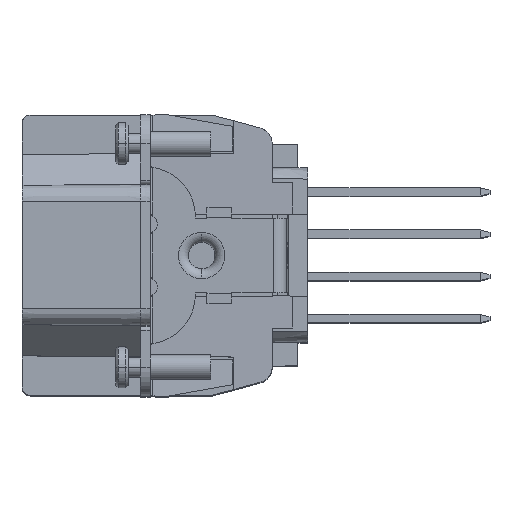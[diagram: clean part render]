
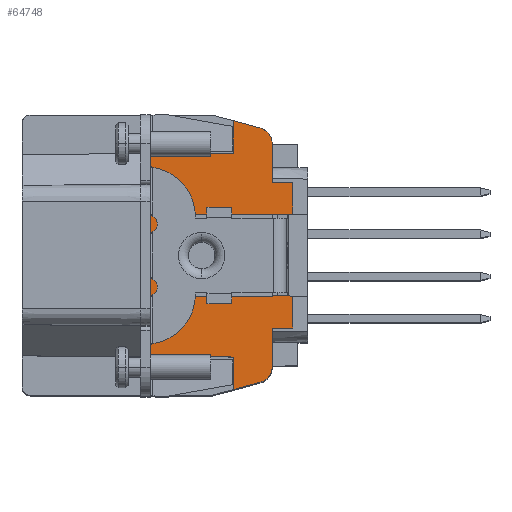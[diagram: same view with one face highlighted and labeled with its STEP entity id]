
A CAD part, top view. The second image highlights one B-rep face of the part: STEP entity #64748.
In plain terms, the highlighted planar face has unit normal (0.005, 0, 1).
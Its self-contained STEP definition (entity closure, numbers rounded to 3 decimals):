
#5249=DIRECTION('',(0.,-1.,0.));
#5250=VECTOR('',#5249,9.905);
#5251=CARTESIAN_POINT('',(17.,4.953,31.733));
#5252=LINE('',#5251,#5250);
#5253=DIRECTION('',(1.,0.,-0.005));
#5254=VECTOR('',#5253,13.2);
#5255=CARTESIAN_POINT('',(17.,-4.953,31.733));
#5256=LINE('',#5255,#5254);
#5257=DIRECTION('',(0.,1.,0.));
#5258=VECTOR('',#5257,0.038);
#5259=CARTESIAN_POINT('',(30.2,-4.953,31.664));
#5260=LINE('',#5259,#5258);
#5261=DIRECTION('',(1.,-0.009,-0.005));
#5262=VECTOR('',#5261,2.5);
#5263=CARTESIAN_POINT('',(30.2,-4.915,31.664));
#5264=LINE('',#5263,#5262);
#5265=DIRECTION('',(0.,-1.,0.));
#5266=VECTOR('',#5265,3.863);
#5267=CARTESIAN_POINT('',(32.7,-4.937,31.651));
#5268=LINE('',#5267,#5266);
#5269=DIRECTION('',(-1.,0.,0.005));
#5270=VECTOR('',#5269,2.5);
#5271=CARTESIAN_POINT('',(32.7,-8.8,31.651));
#5272=LINE('',#5271,#5270);
#5273=DIRECTION('',(0.,-1.,0.));
#5274=VECTOR('',#5273,4.636);
#5275=CARTESIAN_POINT('',(30.2,-8.8,31.664));
#5276=LINE('',#5275,#5274);
#5277=CARTESIAN_POINT('',(30.2,-13.436,31.664));
#5278=CARTESIAN_POINT('',(30.2,-13.948,31.664));
#5279=CARTESIAN_POINT('',(29.868,-14.716,31.666));
#5280=CARTESIAN_POINT('',(29.212,-15.236,31.669));
#5281=CARTESIAN_POINT('',(28.718,-15.368,31.672));
#5283=DIRECTION('',(-0.966,-0.259,0.005));
#5284=VECTOR('',#5283,3.331);
#5285=CARTESIAN_POINT('',(28.718,-15.368,31.672));
#5286=LINE('',#5285,#5284);
#5287=DIRECTION('',(1.,-0.005,-0.005));
#5288=VECTOR('',#5287,1.4);
#5289=CARTESIAN_POINT('',(12.9,4.005,31.755));
#5290=LINE('',#5289,#5288);
#5291=DIRECTION('',(0.966,-0.259,-0.005));
#5292=VECTOR('',#5291,3.331);
#5293=CARTESIAN_POINT('',(25.5,16.23,31.689));
#5294=LINE('',#5293,#5292);
#5295=CARTESIAN_POINT('',(28.718,15.368,31.672));
#5296=CARTESIAN_POINT('',(29.212,15.236,31.669));
#5297=CARTESIAN_POINT('',(29.868,14.716,31.666));
#5298=CARTESIAN_POINT('',(30.2,13.948,31.664));
#5299=CARTESIAN_POINT('',(30.2,13.436,31.664));
#5301=DIRECTION('',(0.,-1.,0.));
#5302=VECTOR('',#5301,4.636);
#5303=CARTESIAN_POINT('',(30.2,13.436,31.664));
#5304=LINE('',#5303,#5302);
#5305=DIRECTION('',(0.,-1.,0.));
#5306=VECTOR('',#5305,3.863);
#5307=CARTESIAN_POINT('',(32.7,8.8,31.651));
#5308=LINE('',#5307,#5306);
#5309=DIRECTION('',(-1.,-0.009,0.005));
#5310=VECTOR('',#5309,2.5);
#5311=CARTESIAN_POINT('',(32.7,4.937,31.651));
#5312=LINE('',#5311,#5310);
#5313=DIRECTION('',(0.,1.,0.));
#5314=VECTOR('',#5313,0.038);
#5315=CARTESIAN_POINT('',(30.2,4.915,31.664));
#5316=LINE('',#5315,#5314);
#5317=DIRECTION('',(1.,0.,-0.005));
#5318=VECTOR('',#5317,13.2);
#5319=CARTESIAN_POINT('',(17.,4.953,31.733));
#5320=LINE('',#5319,#5318);
#5873=DIRECTION('',(1.,0.005,-0.005));
#5874=VECTOR('',#5873,1.4);
#5875=CARTESIAN_POINT('',(12.9,-4.005,31.755));
#5876=LINE('',#5875,#5874);
#6306=DIRECTION('',(0.,-1.,0.));
#6307=VECTOR('',#6306,8.244);
#6308=CARTESIAN_POINT('',(14.3,-3.997,31.747));
#6309=LINE('',#6308,#6307);
#31208=DIRECTION('',(0.,-1.,0.));
#31209=VECTOR('',#31208,3.93);
#31210=CARTESIAN_POINT('',(25.5,-12.3,31.689));
#31211=LINE('',#31210,#31209);
#31212=DIRECTION('',(1.,-0.005,-0.005));
#31213=VECTOR('',#31212,11.2);
#31214=CARTESIAN_POINT('',(14.3,-12.241,31.747));
#31215=LINE('',#31214,#31213);
#31584=DIRECTION('',(0.,-1.,0.));
#31585=VECTOR('',#31584,8.009);
#31586=CARTESIAN_POINT('',(12.9,4.005,31.755));
#31587=LINE('',#31586,#31585);
#32131=DIRECTION('',(-1.,-0.005,0.005));
#32132=VECTOR('',#32131,11.2);
#32133=CARTESIAN_POINT('',(25.5,12.3,31.689));
#32134=LINE('',#32133,#32132);
#32155=DIRECTION('',(0.,-1.,0.));
#32156=VECTOR('',#32155,8.244);
#32157=CARTESIAN_POINT('',(14.3,12.241,31.747));
#32158=LINE('',#32157,#32156);
#33406=DIRECTION('',(0.,-1.,0.));
#33407=VECTOR('',#33406,3.93);
#33408=CARTESIAN_POINT('',(25.5,16.23,31.689));
#33409=LINE('',#33408,#33407);
#40215=DIRECTION('',(-1.,0.,0.005));
#40216=VECTOR('',#40215,2.5);
#40217=CARTESIAN_POINT('',(32.7,8.8,31.651));
#40218=LINE('',#40217,#40216);
#50578=VERTEX_POINT('',#5295);
#50579=VERTEX_POINT('',#5299);
#50580=CARTESIAN_POINT('',(30.2,8.8,31.664));
#50581=VERTEX_POINT('',#50580);
#50582=CARTESIAN_POINT('',(30.2,-8.8,31.664));
#50583=CARTESIAN_POINT('',(30.2,-13.436,31.664));
#50584=VERTEX_POINT('',#50582);
#50585=VERTEX_POINT('',#50583);
#50586=VERTEX_POINT('',#5281);
#50846=CARTESIAN_POINT('',(12.9,4.005,31.755));
#50847=CARTESIAN_POINT('',(12.9,-4.005,31.755));
#50848=VERTEX_POINT('',#50846);
#50849=VERTEX_POINT('',#50847);
#51057=CARTESIAN_POINT('',(14.3,3.997,31.747));
#51059=VERTEX_POINT('',#51057);
#51062=CARTESIAN_POINT('',(14.3,-3.997,31.747));
#51064=VERTEX_POINT('',#51062);
#51069=CARTESIAN_POINT('',(14.3,12.241,31.747));
#51070=VERTEX_POINT('',#51069);
#51071=CARTESIAN_POINT('',(14.3,-12.241,31.747));
#51072=VERTEX_POINT('',#51071);
#51137=CARTESIAN_POINT('',(32.7,-8.8,31.651));
#51139=VERTEX_POINT('',#51137);
#51142=CARTESIAN_POINT('',(32.7,8.8,31.651));
#51144=VERTEX_POINT('',#51142);
#51153=CARTESIAN_POINT('',(32.7,4.937,31.651));
#51154=VERTEX_POINT('',#51153);
#51155=CARTESIAN_POINT('',(32.7,-4.937,31.651));
#51156=VERTEX_POINT('',#51155);
#51161=CARTESIAN_POINT('',(25.5,16.23,31.689));
#51162=VERTEX_POINT('',#51161);
#51163=CARTESIAN_POINT('',(25.5,-16.23,31.689));
#51164=VERTEX_POINT('',#51163);
#53569=CARTESIAN_POINT('',(25.5,12.3,31.689));
#53570=VERTEX_POINT('',#53569);
#53571=CARTESIAN_POINT('',(25.5,-12.3,31.689));
#53572=VERTEX_POINT('',#53571);
#55734=CARTESIAN_POINT('',(17.,4.953,31.733));
#55735=CARTESIAN_POINT('',(17.,-4.953,31.733));
#55736=VERTEX_POINT('',#55734);
#55737=VERTEX_POINT('',#55735);
#55738=CARTESIAN_POINT('',(30.2,-4.953,31.664));
#55739=CARTESIAN_POINT('',(30.2,-4.915,31.664));
#55740=VERTEX_POINT('',#55738);
#55741=VERTEX_POINT('',#55739);
#55742=CARTESIAN_POINT('',(30.2,4.915,31.664));
#55743=CARTESIAN_POINT('',(30.2,4.953,31.664));
#55744=VERTEX_POINT('',#55742);
#55745=VERTEX_POINT('',#55743);
#64695=CARTESIAN_POINT('',(13.8,17.531,31.75));
#64696=DIRECTION('',(-0.005,0.,-1.));
#64697=DIRECTION('',(0.,1.,0.));
#64698=AXIS2_PLACEMENT_3D('',#64695,#64696,#64697);
#64699=PLANE('',#64698);
#64701=ORIENTED_EDGE('',*,*,#64700,.T.);
#64703=ORIENTED_EDGE('',*,*,#64702,.T.);
#64704=ORIENTED_EDGE('',*,*,#64540,.T.);
#64705=ORIENTED_EDGE('',*,*,#64649,.T.);
#64707=ORIENTED_EDGE('',*,*,#64706,.T.);
#64709=ORIENTED_EDGE('',*,*,#64708,.T.);
#64710=ORIENTED_EDGE('',*,*,#64532,.T.);
#64712=ORIENTED_EDGE('',*,*,#64711,.T.);
#64714=ORIENTED_EDGE('',*,*,#64713,.T.);
#64716=ORIENTED_EDGE('',*,*,#64715,.F.);
#64718=ORIENTED_EDGE('',*,*,#64717,.F.);
#64720=ORIENTED_EDGE('',*,*,#64719,.F.);
#64722=ORIENTED_EDGE('',*,*,#64721,.F.);
#64724=ORIENTED_EDGE('',*,*,#64723,.F.);
#64726=ORIENTED_EDGE('',*,*,#64725,.T.);
#64728=ORIENTED_EDGE('',*,*,#64727,.F.);
#64730=ORIENTED_EDGE('',*,*,#64729,.F.);
#64732=ORIENTED_EDGE('',*,*,#64731,.F.);
#64734=ORIENTED_EDGE('',*,*,#64733,.T.);
#64736=ORIENTED_EDGE('',*,*,#64735,.T.);
#64737=ORIENTED_EDGE('',*,*,#64556,.T.);
#64739=ORIENTED_EDGE('',*,*,#64738,.F.);
#64741=ORIENTED_EDGE('',*,*,#64740,.T.);
#64742=ORIENTED_EDGE('',*,*,#64673,.T.);
#64743=ORIENTED_EDGE('',*,*,#64548,.T.);
#64745=ORIENTED_EDGE('',*,*,#64744,.F.);
#64746=EDGE_LOOP('',(#64701,#64703,#64704,#64705,#64707,#64709,#64710,#64712,
#64714,#64716,#64718,#64720,#64722,#64724,#64726,#64728,#64730,#64732,#64734,
#64736,#64737,#64739,#64741,#64742,#64743,#64745));
#64747=FACE_OUTER_BOUND('',#64746,.F.);
#64748=ADVANCED_FACE('',(#64747),#64699,.F.);
#5282=B_SPLINE_CURVE_WITH_KNOTS('',3,(#5277,#5278,#5279,#5280,#5281),
.UNSPECIFIED.,.F.,.F.,(4,1,4),(0.,0.5,1.),.UNSPECIFIED.);
#5300=B_SPLINE_CURVE_WITH_KNOTS('',3,(#5295,#5296,#5297,#5298,#5299),
.UNSPECIFIED.,.F.,.F.,(4,1,4),(0.,0.5,1.),.UNSPECIFIED.);
#64532=EDGE_CURVE('',#50584,#50585,#5276,.T.);
#64540=EDGE_CURVE('',#55740,#55741,#5260,.T.);
#64548=EDGE_CURVE('',#55744,#55745,#5316,.T.);
#64556=EDGE_CURVE('',#50579,#50581,#5304,.T.);
#64649=EDGE_CURVE('',#55741,#51156,#5264,.T.);
#64673=EDGE_CURVE('',#51154,#55744,#5312,.T.);
#64700=EDGE_CURVE('',#55736,#55737,#5252,.T.);
#64702=EDGE_CURVE('',#55737,#55740,#5256,.T.);
#64706=EDGE_CURVE('',#51156,#51139,#5268,.T.);
#64708=EDGE_CURVE('',#51139,#50584,#5272,.T.);
#64711=EDGE_CURVE('',#50585,#50586,#5282,.T.);
#64713=EDGE_CURVE('',#50586,#51164,#5286,.T.);
#64715=EDGE_CURVE('',#53572,#51164,#31211,.T.);
#64717=EDGE_CURVE('',#51072,#53572,#31215,.T.);
#64719=EDGE_CURVE('',#51064,#51072,#6309,.T.);
#64721=EDGE_CURVE('',#50849,#51064,#5876,.T.);
#64723=EDGE_CURVE('',#50848,#50849,#31587,.T.);
#64725=EDGE_CURVE('',#50848,#51059,#5290,.T.);
#64727=EDGE_CURVE('',#51070,#51059,#32158,.T.);
#64729=EDGE_CURVE('',#53570,#51070,#32134,.T.);
#64731=EDGE_CURVE('',#51162,#53570,#33409,.T.);
#64733=EDGE_CURVE('',#51162,#50578,#5294,.T.);
#64735=EDGE_CURVE('',#50578,#50579,#5300,.T.);
#64738=EDGE_CURVE('',#51144,#50581,#40218,.T.);
#64740=EDGE_CURVE('',#51144,#51154,#5308,.T.);
#64744=EDGE_CURVE('',#55736,#55745,#5320,.T.);
